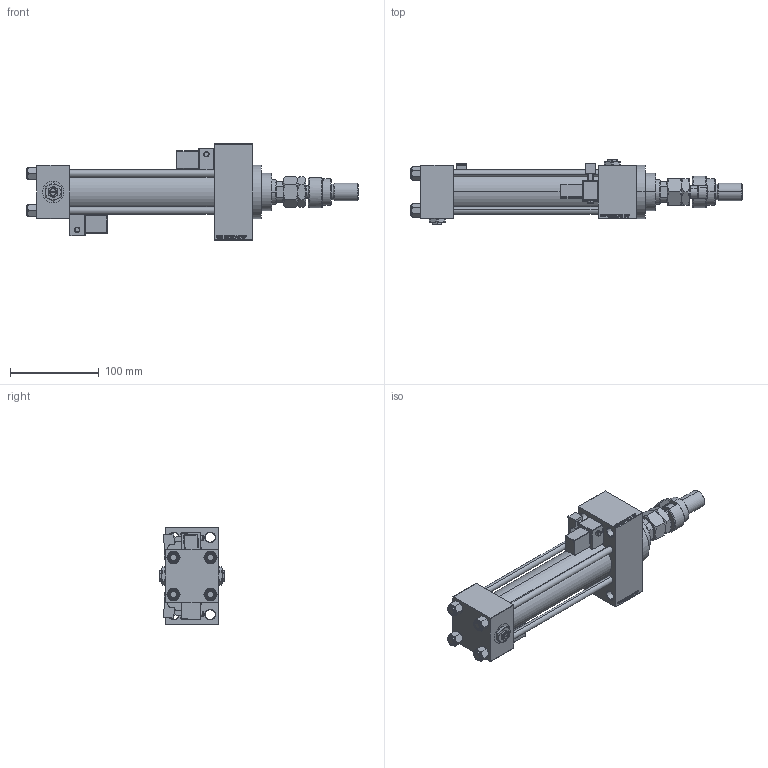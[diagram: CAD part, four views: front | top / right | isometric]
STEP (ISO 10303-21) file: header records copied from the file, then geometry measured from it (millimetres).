
FILE_DESCRIPTION (( 'STEP AP203' ), '1' );
FILE_NAME ('188a.STEP', '2022-04-15T21:43:50', ( '' ), ( '' ), 'SwSTEP 2.0', 'SolidWorks 2019', '' );
FILE_SCHEMA (( 'CONFIG_CONTROL_DESIGN' ));
Length unit declared in the file: millimetre
Products named in the file (11): V215_VC_A 9499ebdd192d9d9ac9869d00b3fd61eb; V215CR_D_Body 9499ebdd192d9d9ac9869d00b3fd61eb; DFA 9499ebdd192d9d9ac9869d00b3fd61eb; MFA 9499ebdd192d9d9ac9869d00b3fd61eb; NUT_M5_D 9499ebdd192d9d9ac9869d00b3fd61eb; FEMALE_PART_FOR_DFA 9499ebdd192d9d9ac9869d00b3fd61eb; V215CR_D_TYCINKA 9499ebdd192d9d9ac9869d00b3fd61eb; V215CR_MSU 9499ebdd192d9d9ac9869d00b3fd61eb; Zatka_pro_OIL_PORT 9499ebdd192d9d9ac9869d00b3fd61eb; V215CR_VCP_D 9499ebdd192d9d9ac9869d00b3fd61eb; 188a
Assembly tree (18 placements, depth 3):
  188a
    V215CR_D_Body 9499ebdd192d9d9ac9869d00b3fd61eb
    V215CR_VCP_D 9499ebdd192d9d9ac9869d00b3fd61eb
    NUT_M5_D 9499ebdd192d9d9ac9869d00b3fd61eb  x4
    V215CR_D_TYCINKA 9499ebdd192d9d9ac9869d00b3fd61eb  x4
    V215_VC_A 9499ebdd192d9d9ac9869d00b3fd61eb
    DFA 9499ebdd192d9d9ac9869d00b3fd61eb
      FEMALE_PART_FOR_DFA 9499ebdd192d9d9ac9869d00b3fd61eb
      MFA 9499ebdd192d9d9ac9869d00b3fd61eb
    V215CR_MSU 9499ebdd192d9d9ac9869d00b3fd61eb  x2
    Zatka_pro_OIL_PORT 9499ebdd192d9d9ac9869d00b3fd61eb  x2
Bounding box: 374 x 74 x 109 mm (x, y, z)
Volume: 754887.6 mm3; surface area: 203094.8 mm2
Topology: 17 solids, 17 shells, 1438 faces, 3512 edges, 2209 vertices
Faces by surface type: plane 632, bspline 368, cone 224, cylinder 166, torus 24, sphere 24
Entity records: 54047 total; most frequent: CARTESIAN_POINT 26643, ORIENTED_EDGE 5942, DIRECTION 4203, EDGE_CURVE 2971, VERTEX_POINT 1911, VECTOR 1703, LINE 1703, EDGE_LOOP 1338
